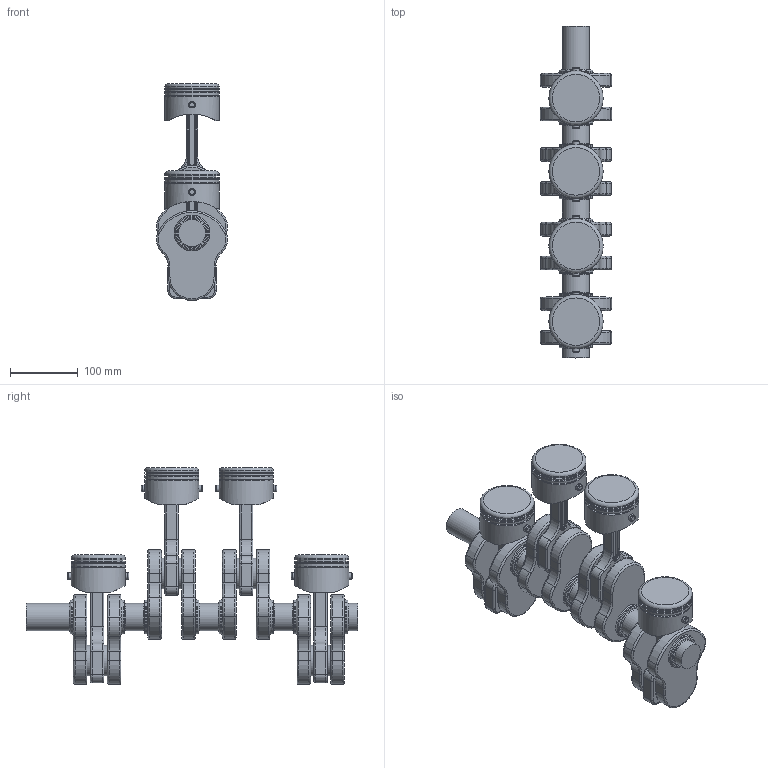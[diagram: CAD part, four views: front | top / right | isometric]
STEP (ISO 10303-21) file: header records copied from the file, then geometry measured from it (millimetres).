
FILE_DESCRIPTION(/* description */ (''),/* implementation_level */ '2;1');
FILE_NAME(/* name */ 'Engine v11.step',/* time_stamp */ '2022-08-18T12:07:26+05:30',/* author */ (''),/* organization */ (''),/* preprocessor_version */ 'ST-DEVELOPER v19',/* originating_system */ 'Autodesk Translation Framework v11.7.0.108',/* authorisation */ '');
FILE_SCHEMA (('AUTOMOTIVE_DESIGN { 1 0 10303 214 3 1 1 }'));
Length unit declared in the file: millimetre
Products named in the file (8): Engine; pistons; piston; Connecting rods; Connecting Rod; Pins; Pin; Crankshaft
Assembly tree (16 placements, depth 3):
  Engine
    pistons
      piston  x4
    Connecting rods
      Connecting Rod  x4
    Pins
      Pin  x4
    Crankshaft
Bounding box: 104.96 x 490 x 320 mm (x, y, z)
Volume: 2681554.1 mm3; surface area: 481407.5 mm2
Topology: 13 solids, 13 shells, 679 faces, 1483 edges, 882 vertices
Faces by surface type: cylinder 285, torus 212, plane 150, bspline 32
Full cylindrical faces by diameter (mm): 10 x16, 40 x5, 45 x8, 50 x8, 70 x4, 72 x12, 80 x16
Entity records: 10903 total; most frequent: CARTESIAN_POINT 2265, DIRECTION 2078, ORIENTED_EDGE 1598, AXIS2_PLACEMENT_3D 927, EDGE_CURVE 799, CIRCLE 547, VERTEX_POINT 474, EDGE_LOOP 403
